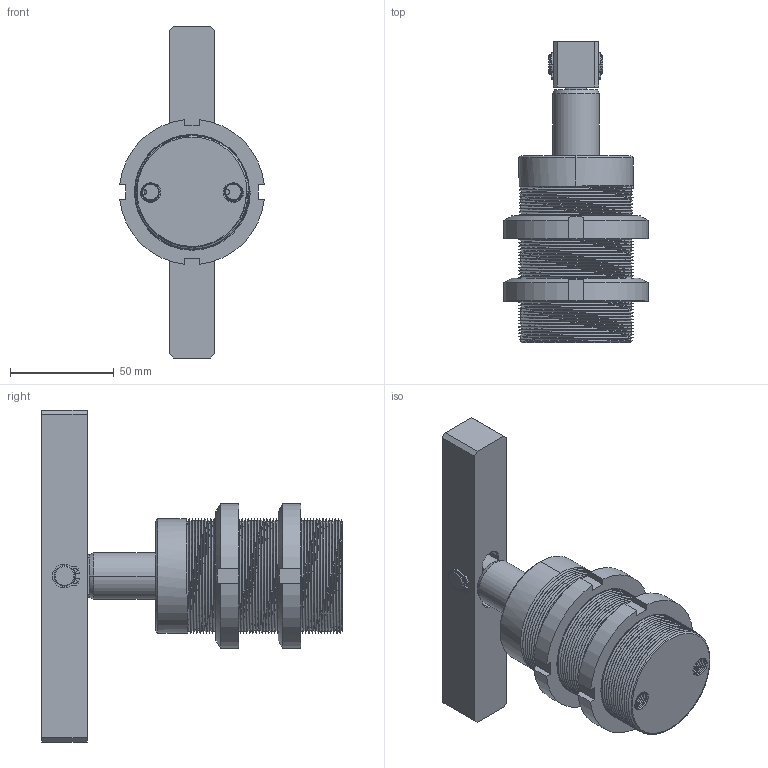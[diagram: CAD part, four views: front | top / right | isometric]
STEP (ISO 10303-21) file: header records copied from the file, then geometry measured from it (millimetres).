
FILE_DESCRIPTION (( 'STEP AP203' ), '1' );
FILE_NAME ('chs-tb40d_asm.STEP', '2019-04-19T01:26:43', ( '' ), ( '' ), 'SwSTEP 2.0', 'SolidWorks 2017', '' );
FILE_SCHEMA (( 'CONFIG_CONTROL_DESIGN' ));
Length unit declared in the file: millimetre
Products named in the file (7): 12轴用挡圈; CHS-TB40-03; chs-tb40d_asm; CHS-40D-01_6; CHS-40D-02_5; CHS-TB40-04; XIAO
Assembly tree (8 placements, depth 2):
  chs-tb40d_asm
    CHS-TB40-03
    CHS-TB40-04  x2
    CHS-40D-02_5
    CHS-40D-01_6
    XIAO
    12轴用挡圈  x2
Bounding box: 69.65 x 145 x 160 mm (x, y, z)
Volume: 286768.6 mm3; surface area: 89067.2 mm2
Topology: 9 solids, 9 shells, 438 faces, 1397 edges, 979 vertices
Faces by surface type: cylinder 208, cone 94, plane 88, bspline 48
Entity records: 64198 total; most frequent: CARTESIAN_POINT 54136, ORIENTED_EDGE 2354, DIRECTION 1352, EDGE_CURVE 1177, VERTEX_POINT 831, B_SPLINE_CURVE_WITH_KNOTS 665, AXIS2_PLACEMENT_3D 503, EDGE_LOOP 396
